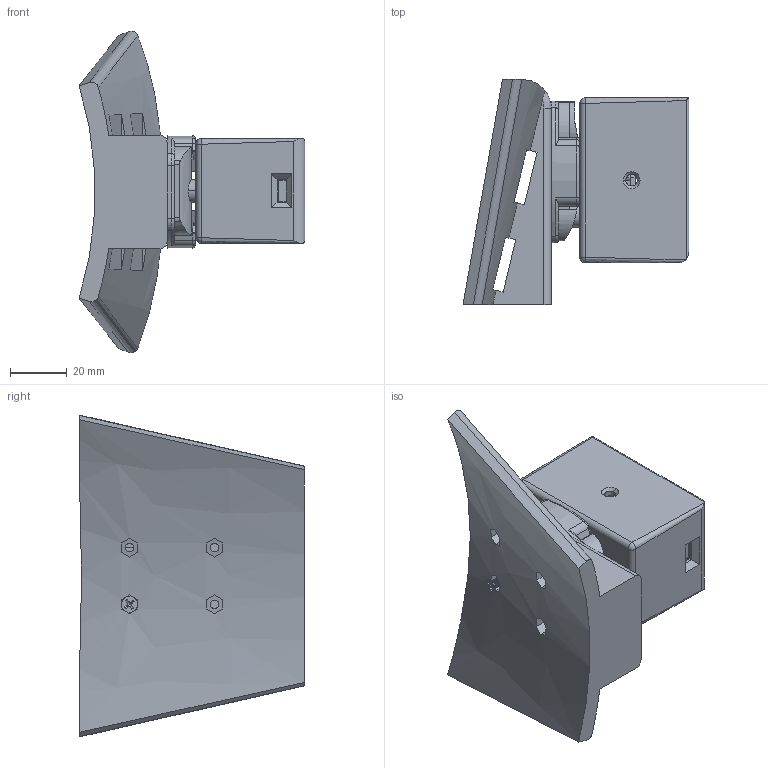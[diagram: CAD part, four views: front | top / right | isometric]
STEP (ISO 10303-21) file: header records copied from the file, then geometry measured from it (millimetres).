
FILE_DESCRIPTION (( 'STEP AP214' ), '1' );
FILE_NAME ('Motion Tracking Sensor Assembly.STEP', '2016-09-29T01:53:08', ( '' ), ( '' ), 'SwSTEP 2.0', 'SolidWorks 2015', '' );
FILE_SCHEMA (( 'AUTOMOTIVE_DESIGN' ));
Length unit declared in the file: millimetre
Products named in the file (14): flatmount; 94150A325_94150A325; Top cover; button; body; 91801A156_91801A156; Switch; Front cover; Gyro; Motion Tracking Sensor Assembly; quck relase gooseneck plate mount; battery; AdaLogger; Mount plate
Assembly tree (16 placements, depth 2):
  Motion Tracking Sensor Assembly
    AdaLogger
    battery
    Gyro
    button
    Switch
    body
    Front cover
    Top cover
    quck relase gooseneck plate mount
    94150A325_94150A325  x2
    91801A156_91801A156  x3
    flatmount
    Mount plate
Bounding box: 79.72 x 79.38 x 113.57 mm (x, y, z)
Volume: 128523 mm3; surface area: 65869 mm2
Topology: 18 solids, 18 shells, 871 faces, 2317 edges, 1482 vertices
Faces by surface type: plane 412, cylinder 296, cone 97, bspline 50, torus 16
Entity records: 26697 total; most frequent: CARTESIAN_POINT 9394, ORIENTED_EDGE 3566, DIRECTION 3104, EDGE_CURVE 1783, VERTEX_POINT 1146, LINE 1052, VECTOR 1052, AXIS2_PLACEMENT_3D 1026
